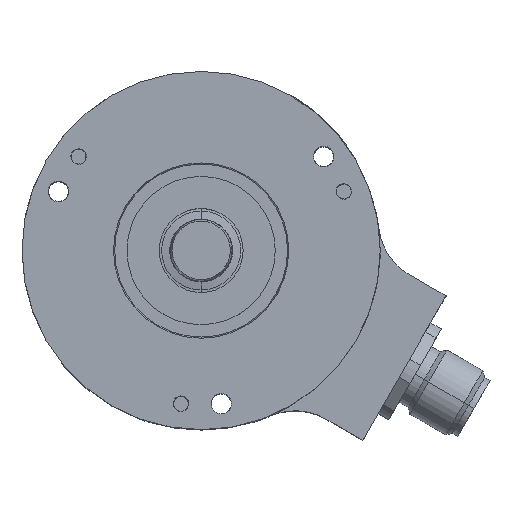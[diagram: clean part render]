
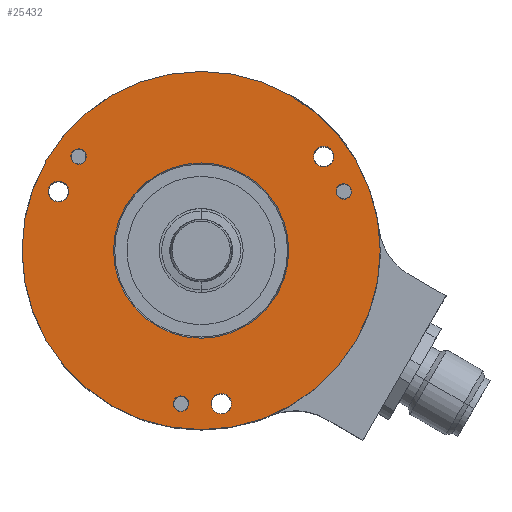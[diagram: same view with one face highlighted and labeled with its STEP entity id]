
A CAD part, top view. The second image highlights one B-rep face of the part: STEP entity #25432.
In plain terms, the highlighted planar face has unit normal (0, 0, 1).
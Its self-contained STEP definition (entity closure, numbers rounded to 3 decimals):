
#4849=CARTESIAN_POINT('',(0.,0.,25.));
#4850=DIRECTION('',(0.,0.,1.));
#4851=DIRECTION('',(1.,0.,0.));
#4852=AXIS2_PLACEMENT_3D('',#4849,#4850,#4851);
#4854=CARTESIAN_POINT('',(0.,0.,25.));
#4855=DIRECTION('',(0.,0.,1.));
#4856=DIRECTION('',(-1.,0.,0.));
#4857=AXIS2_PLACEMENT_3D('',#4854,#4855,#4856);
#4859=CARTESIAN_POINT('',(-19.834,15.219,25.));
#4860=DIRECTION('',(0.,0.,-1.));
#4861=DIRECTION('',(-0.793,0.609,0.));
#4862=AXIS2_PLACEMENT_3D('',#4859,#4860,#4861);
#4864=CARTESIAN_POINT('',(-19.834,15.219,25.));
#4865=DIRECTION('',(0.,0.,-1.));
#4866=DIRECTION('',(0.793,-0.609,0.));
#4867=AXIS2_PLACEMENT_3D('',#4864,#4865,#4866);
#4869=CARTESIAN_POINT('',(-3.263,-24.786,25.));
#4870=DIRECTION('',(0.,0.,-1.));
#4871=DIRECTION('',(-0.131,-0.991,0.));
#4872=AXIS2_PLACEMENT_3D('',#4869,#4870,#4871);
#4874=CARTESIAN_POINT('',(-3.263,-24.786,25.));
#4875=DIRECTION('',(0.,0.,-1.));
#4876=DIRECTION('',(0.131,0.991,0.));
#4877=AXIS2_PLACEMENT_3D('',#4874,#4875,#4876);
#4879=CARTESIAN_POINT('',(23.097,9.567,25.));
#4880=DIRECTION('',(0.,0.,-1.));
#4881=DIRECTION('',(0.924,0.383,0.));
#4882=AXIS2_PLACEMENT_3D('',#4879,#4880,#4881);
#4884=CARTESIAN_POINT('',(23.097,9.567,25.));
#4885=DIRECTION('',(0.,0.,-1.));
#4886=DIRECTION('',(-0.924,-0.383,0.));
#4887=AXIS2_PLACEMENT_3D('',#4884,#4885,#4886);
#4889=CARTESIAN_POINT('',(3.263,-24.786,25.));
#4890=DIRECTION('',(0.,0.,1.));
#4891=DIRECTION('',(0.,-1.,0.));
#4892=AXIS2_PLACEMENT_3D('',#4889,#4890,#4891);
#4894=CARTESIAN_POINT('',(3.263,-24.786,25.));
#4895=DIRECTION('',(0.,0.,1.));
#4896=DIRECTION('',(0.,1.,0.));
#4897=AXIS2_PLACEMENT_3D('',#4894,#4895,#4896);
#4899=CARTESIAN_POINT('',(19.834,15.219,25.));
#4900=DIRECTION('',(0.,0.,1.));
#4901=DIRECTION('',(0.,-1.,0.));
#4902=AXIS2_PLACEMENT_3D('',#4899,#4900,#4901);
#4904=CARTESIAN_POINT('',(19.834,15.219,25.));
#4905=DIRECTION('',(0.,0.,1.));
#4906=DIRECTION('',(0.,1.,0.));
#4907=AXIS2_PLACEMENT_3D('',#4904,#4905,#4906);
#4909=CARTESIAN_POINT('',(-23.097,9.567,25.));
#4910=DIRECTION('',(0.,0.,1.));
#4911=DIRECTION('',(0.,-1.,0.));
#4912=AXIS2_PLACEMENT_3D('',#4909,#4910,#4911);
#4914=CARTESIAN_POINT('',(-23.097,9.567,25.));
#4915=DIRECTION('',(0.,0.,1.));
#4916=DIRECTION('',(0.,1.,0.));
#4917=AXIS2_PLACEMENT_3D('',#4914,#4915,#4916);
#4928=CARTESIAN_POINT('',(0.,0.,25.));
#4929=DIRECTION('',(0.,0.,-1.));
#4930=DIRECTION('',(-1.,0.,0.));
#4931=AXIS2_PLACEMENT_3D('',#4928,#4929,#4930);
#4957=CARTESIAN_POINT('',(0.,0.,25.));
#4958=DIRECTION('',(0.,0.,-1.));
#4959=DIRECTION('',(1.,0.,0.));
#4960=AXIS2_PLACEMENT_3D('',#4957,#4958,#4959);
#19434=CARTESIAN_POINT('',(29.,0.,25.));
#19435=CARTESIAN_POINT('',(-29.,0.,25.));
#19436=VERTEX_POINT('',#19434);
#19437=VERTEX_POINT('',#19435);
#19510=CARTESIAN_POINT('',(-20.826,15.98,25.));
#19511=CARTESIAN_POINT('',(-18.842,14.458,25.));
#19512=VERTEX_POINT('',#19510);
#19513=VERTEX_POINT('',#19511);
#19514=CARTESIAN_POINT('',(-3.426,-26.025,25.));
#19515=CARTESIAN_POINT('',(-3.1,-23.547,25.));
#19516=VERTEX_POINT('',#19514);
#19517=VERTEX_POINT('',#19515);
#19518=CARTESIAN_POINT('',(24.252,10.045,25.));
#19519=CARTESIAN_POINT('',(21.942,9.089,25.));
#19520=VERTEX_POINT('',#19518);
#19521=VERTEX_POINT('',#19519);
#19620=CARTESIAN_POINT('',(14.188,0.,25.));
#19621=CARTESIAN_POINT('',(-14.188,0.,25.));
#19622=VERTEX_POINT('',#19620);
#19623=VERTEX_POINT('',#19621);
#19815=CARTESIAN_POINT('',(3.263,-26.436,25.));
#19816=CARTESIAN_POINT('',(3.263,-23.136,25.));
#19817=VERTEX_POINT('',#19815);
#19818=VERTEX_POINT('',#19816);
#19823=CARTESIAN_POINT('',(19.834,13.569,25.));
#19824=CARTESIAN_POINT('',(19.834,16.869,25.));
#19825=VERTEX_POINT('',#19823);
#19826=VERTEX_POINT('',#19824);
#19831=CARTESIAN_POINT('',(-23.097,7.917,25.));
#19832=CARTESIAN_POINT('',(-23.097,11.217,25.));
#19833=VERTEX_POINT('',#19831);
#19834=VERTEX_POINT('',#19832);
#25381=CARTESIAN_POINT('',(0.,0.,25.));
#25382=DIRECTION('',(0.,0.,1.));
#25383=DIRECTION('',(1.,0.,0.));
#25384=AXIS2_PLACEMENT_3D('',#25381,#25382,#25383);
#25385=PLANE('',#25384);
#25386=ORIENTED_EDGE('',*,*,#25361,.F.);
#25387=ORIENTED_EDGE('',*,*,#25375,.F.);
#25388=EDGE_LOOP('',(#25386,#25387));
#25389=FACE_OUTER_BOUND('',#25388,.F.);
#25391=ORIENTED_EDGE('',*,*,#25390,.F.);
#25393=ORIENTED_EDGE('',*,*,#25392,.F.);
#25394=EDGE_LOOP('',(#25391,#25393));
#25395=FACE_BOUND('',#25394,.F.);
#25397=ORIENTED_EDGE('',*,*,#25396,.F.);
#25399=ORIENTED_EDGE('',*,*,#25398,.F.);
#25400=EDGE_LOOP('',(#25397,#25399));
#25401=FACE_BOUND('',#25400,.F.);
#25403=ORIENTED_EDGE('',*,*,#25402,.F.);
#25405=ORIENTED_EDGE('',*,*,#25404,.F.);
#25406=EDGE_LOOP('',(#25403,#25405));
#25407=FACE_BOUND('',#25406,.F.);
#25409=ORIENTED_EDGE('',*,*,#25408,.F.);
#25411=ORIENTED_EDGE('',*,*,#25410,.F.);
#25412=EDGE_LOOP('',(#25409,#25411));
#25413=FACE_BOUND('',#25412,.F.);
#25415=ORIENTED_EDGE('',*,*,#25414,.T.);
#25417=ORIENTED_EDGE('',*,*,#25416,.T.);
#25418=EDGE_LOOP('',(#25415,#25417));
#25419=FACE_BOUND('',#25418,.F.);
#25421=ORIENTED_EDGE('',*,*,#25420,.T.);
#25423=ORIENTED_EDGE('',*,*,#25422,.T.);
#25424=EDGE_LOOP('',(#25421,#25423));
#25425=FACE_BOUND('',#25424,.F.);
#25427=ORIENTED_EDGE('',*,*,#25426,.T.);
#25429=ORIENTED_EDGE('',*,*,#25428,.T.);
#25430=EDGE_LOOP('',(#25427,#25429));
#25431=FACE_BOUND('',#25430,.F.);
#4853=CIRCLE('',#4852,29.);
#4858=CIRCLE('',#4857,29.);
#4863=CIRCLE('',#4862,1.25);
#4868=CIRCLE('',#4867,1.25);
#4873=CIRCLE('',#4872,1.25);
#4878=CIRCLE('',#4877,1.25);
#4883=CIRCLE('',#4882,1.25);
#4888=CIRCLE('',#4887,1.25);
#4893=CIRCLE('',#4892,1.65);
#4898=CIRCLE('',#4897,1.65);
#4903=CIRCLE('',#4902,1.65);
#4908=CIRCLE('',#4907,1.65);
#4913=CIRCLE('',#4912,1.65);
#4918=CIRCLE('',#4917,1.65);
#4932=CIRCLE('',#4931,14.188);
#4961=CIRCLE('',#4960,14.188);
#25361=EDGE_CURVE('',#19436,#19437,#4853,.T.);
#25375=EDGE_CURVE('',#19437,#19436,#4858,.T.);
#25390=EDGE_CURVE('',#19623,#19622,#4932,.T.);
#25392=EDGE_CURVE('',#19622,#19623,#4961,.T.);
#25396=EDGE_CURVE('',#19512,#19513,#4863,.T.);
#25398=EDGE_CURVE('',#19513,#19512,#4868,.T.);
#25402=EDGE_CURVE('',#19516,#19517,#4873,.T.);
#25404=EDGE_CURVE('',#19517,#19516,#4878,.T.);
#25408=EDGE_CURVE('',#19520,#19521,#4883,.T.);
#25410=EDGE_CURVE('',#19521,#19520,#4888,.T.);
#25414=EDGE_CURVE('',#19817,#19818,#4893,.T.);
#25416=EDGE_CURVE('',#19818,#19817,#4898,.T.);
#25420=EDGE_CURVE('',#19825,#19826,#4903,.T.);
#25422=EDGE_CURVE('',#19826,#19825,#4908,.T.);
#25426=EDGE_CURVE('',#19833,#19834,#4913,.T.);
#25428=EDGE_CURVE('',#19834,#19833,#4918,.T.);
#25432=ADVANCED_FACE('',(#25389,#25395,#25401,#25407,#25413,#25419,#25425,
#25431),#25385,.T.);
